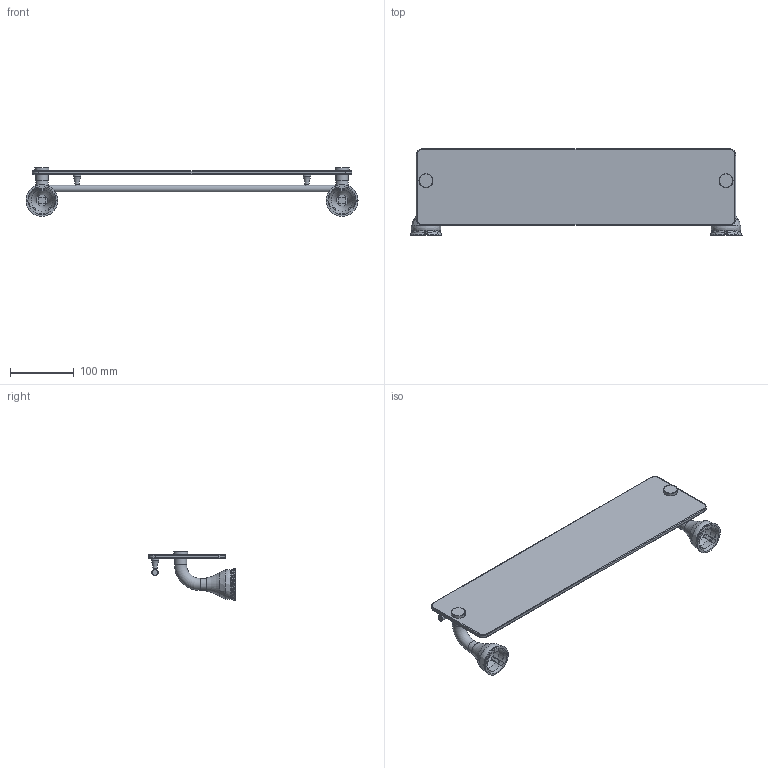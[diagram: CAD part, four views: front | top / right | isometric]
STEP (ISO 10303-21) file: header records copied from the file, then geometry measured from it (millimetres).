
FILE_DESCRIPTION(/* description */ (''),/* implementation_level */ '2;1');
FILE_NAME(/* name */ '53091.stp',/* time_stamp */ '2019-12-09T18:18:10+08:00',/* author */ (''),/* organization */ (''),/* preprocessor_version */ 'ST-DEVELOPER v16',/* originating_system */ 'SIEMENS PLM Software NX 10.0',/* authorisation */ '');
FILE_SCHEMA (('AP203_CONFIGURATION_CONTROLLED_3D_DESIGN_OF_MECHANICAL_PARTS_AND_ASSEMBLIES_MIM_LF { 1 0 10303 403 2 1 2}'));
Length unit declared in the file: millimetre
Products named in the file (1): Admi318CFAC88m7v
Bounding box: 520 x 135.55 x 76.5 mm (x, y, z)
Volume: 466124.4 mm3; surface area: 177088 mm2
Topology: 8 solids, 8 shells, 193 faces, 476 edges, 303 vertices
Faces by surface type: cylinder 63, plane 60, torus 36, bspline 24, cone 10
Full cylindrical faces by diameter (mm): 6.5 x2, 6.8 x2, 10 x1, 12 x2, 19 x4, 22 x2, 50 x2
Entity records: 11192 total; most frequent: CARTESIAN_POINT 7018, ORIENTED_EDGE 852, DIRECTION 756, EDGE_CURVE 426, AXIS2_PLACEMENT_3D 314, VERTEX_POINT 294, EDGE_LOOP 246, ADVANCED_FACE 193
